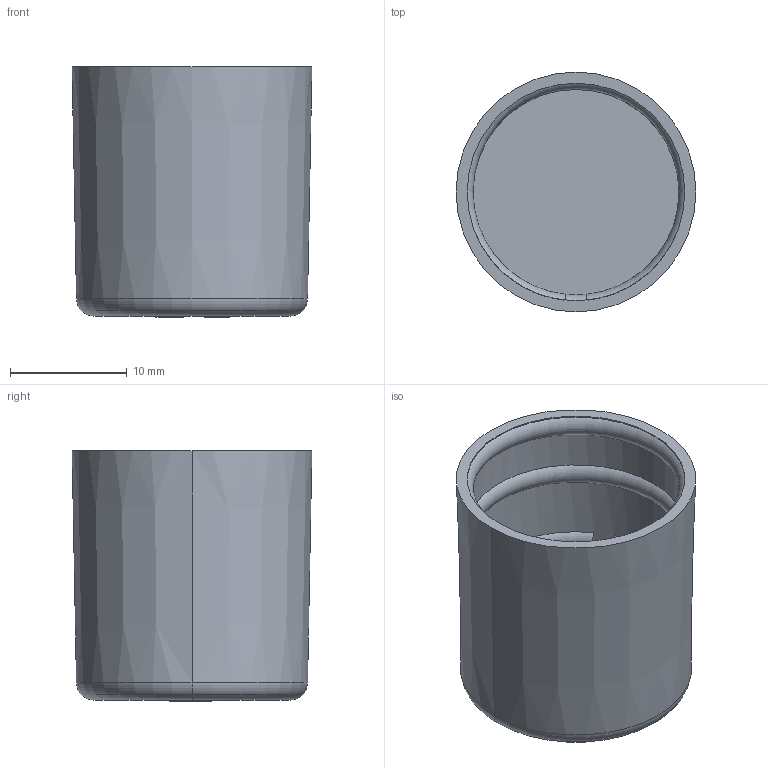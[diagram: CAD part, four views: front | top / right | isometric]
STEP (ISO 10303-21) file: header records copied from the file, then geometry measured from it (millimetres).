
FILE_DESCRIPTION((''),'2;1');
FILE_NAME('1607776','2015-09-28T',('feitelbuss'),(''),'PRO/ENGINEER BY PARAMETRIC TECHNOLOGY CORPORATION, 2014200','PRO/ENGINEER BY PARAMETRIC TECHNOLOGY CORPORATION, 2014200','');
FILE_SCHEMA(('AUTOMOTIVE_DESIGN { 1 0 10303 214 1 1 1 1 }'));
Length unit declared in the file: millimetre
Products named in the file (1): 1607776
Bounding box: 20.5 x 20.5 x 21.4 mm (x, y, z)
Volume: 1406.8 mm3; surface area: 3150 mm2
Topology: 1 solids, 1 shells, 46 faces, 121 edges, 80 vertices
Faces by surface type: plane 28, torus 11, cylinder 5, cone 2
Entity records: 1622 total; most frequent: CARTESIAN_POINT 303, DIRECTION 243, ORIENTED_EDGE 242, EDGE_CURVE 121, AXIS2_PLACEMENT_3D 88, VERTEX_POINT 80, VECTOR 67, LINE 67
